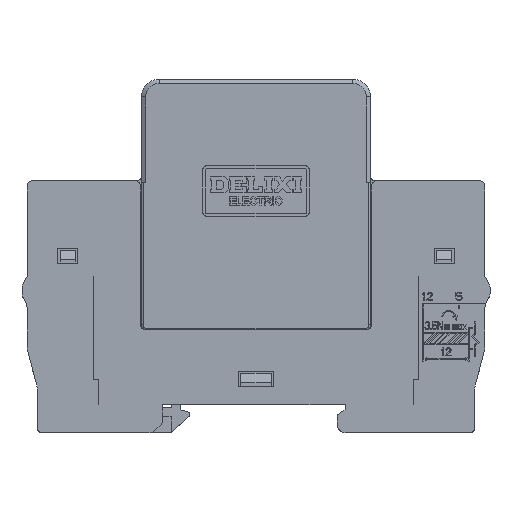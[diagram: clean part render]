
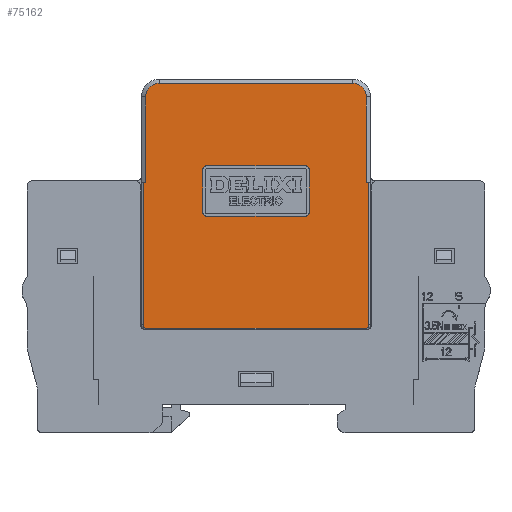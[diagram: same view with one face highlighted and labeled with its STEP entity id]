
A CAD part, top view. The second image highlights one B-rep face of the part: STEP entity #75162.
In plain terms, the highlighted planar face has unit normal (0, 0, 1).
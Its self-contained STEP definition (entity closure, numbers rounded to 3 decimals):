
#17567=DIRECTION('',(0.,1.,0.));
#17568=VECTOR('',#17567,28.);
#17569=CARTESIAN_POINT('',(22.8,15.7,17.8));
#17570=LINE('',#17569,#17568);
#17605=DIRECTION('',(1.,0.,0.));
#17606=VECTOR('',#17605,38.);
#17607=CARTESIAN_POINT('',(26.,63.2,17.8));
#17608=LINE('',#17607,#17606);
#19971=DIRECTION('',(-1.,0.,0.));
#19972=VECTOR('',#19971,43.);
#19973=CARTESIAN_POINT('',(66.5,15.,17.8));
#19974=LINE('',#19973,#19972);
#19975=CARTESIAN_POINT('',(26.,60.5,17.8));
#19976=DIRECTION('',(0.,0.,1.));
#19977=DIRECTION('',(0.,1.,0.));
#19978=AXIS2_PLACEMENT_3D('',#19975,#19976,#19977);
#19980=CARTESIAN_POINT('',(64.,60.5,17.8));
#19981=DIRECTION('',(0.,0.,1.));
#19982=DIRECTION('',(1.,0.,0.));
#19983=AXIS2_PLACEMENT_3D('',#19980,#19981,#19982);
#19985=DIRECTION('',(0.,1.,0.));
#19986=VECTOR('',#19985,16.8);
#19987=CARTESIAN_POINT('',(66.7,43.7,17.8));
#19988=LINE('',#19987,#19986);
#19989=DIRECTION('',(-1.,0.,0.));
#19990=VECTOR('',#19989,0.5);
#19991=CARTESIAN_POINT('',(67.2,43.7,17.8));
#19992=LINE('',#19991,#19990);
#19993=CARTESIAN_POINT('',(66.5,15.7,17.8));
#19994=DIRECTION('',(0.,0.,1.));
#19995=DIRECTION('',(0.,-1.,0.));
#19996=AXIS2_PLACEMENT_3D('',#19993,#19994,#19995);
#19998=CARTESIAN_POINT('',(23.5,15.7,17.8));
#19999=DIRECTION('',(0.,0.,1.));
#20000=DIRECTION('',(-1.,0.,0.));
#20001=AXIS2_PLACEMENT_3D('',#19998,#19999,#20000);
#20003=DIRECTION('',(-1.,0.,0.));
#20004=VECTOR('',#20003,0.5);
#20005=CARTESIAN_POINT('',(23.3,43.7,17.8));
#20006=LINE('',#20005,#20004);
#20007=DIRECTION('',(0.,-1.,0.));
#20008=VECTOR('',#20007,16.8);
#20009=CARTESIAN_POINT('',(23.3,60.5,17.8));
#20010=LINE('',#20009,#20008);
#20011=DIRECTION('',(0.,-1.,0.));
#20012=VECTOR('',#20011,8.);
#20013=CARTESIAN_POINT('',(55.5,46.,17.8));
#20014=LINE('',#20013,#20012);
#20015=CARTESIAN_POINT('',(54.5,46.,17.8));
#20016=DIRECTION('',(0.,0.,-1.));
#20017=DIRECTION('',(0.,1.,0.));
#20018=AXIS2_PLACEMENT_3D('',#20015,#20016,#20017);
#20020=CARTESIAN_POINT('',(35.5,46.,17.8));
#20021=DIRECTION('',(0.,0.,-1.));
#20022=DIRECTION('',(-1.,0.,0.));
#20023=AXIS2_PLACEMENT_3D('',#20020,#20021,#20022);
#20025=DIRECTION('',(0.,1.,0.));
#20026=VECTOR('',#20025,8.);
#20027=CARTESIAN_POINT('',(34.5,38.,17.8));
#20028=LINE('',#20027,#20026);
#20029=CARTESIAN_POINT('',(35.5,38.,17.8));
#20030=DIRECTION('',(0.,0.,-1.));
#20031=DIRECTION('',(0.,-1.,0.));
#20032=AXIS2_PLACEMENT_3D('',#20029,#20030,#20031);
#20034=DIRECTION('',(-1.,0.,0.));
#20035=VECTOR('',#20034,19.);
#20036=CARTESIAN_POINT('',(54.5,37.,17.8));
#20037=LINE('',#20036,#20035);
#20038=CARTESIAN_POINT('',(54.5,38.,17.8));
#20039=DIRECTION('',(0.,0.,-1.));
#20040=DIRECTION('',(1.,0.,0.));
#20041=AXIS2_PLACEMENT_3D('',#20038,#20039,#20040);
#20056=DIRECTION('',(0.,-1.,0.));
#20057=VECTOR('',#20056,28.);
#20058=CARTESIAN_POINT('',(67.2,43.7,17.8));
#20059=LINE('',#20058,#20057);
#20096=DIRECTION('',(-1.,0.,0.));
#20097=VECTOR('',#20096,19.);
#20098=CARTESIAN_POINT('',(54.5,47.,17.8));
#20099=LINE('',#20098,#20097);
#46558=CARTESIAN_POINT('',(23.3,43.7,17.8));
#46560=VERTEX_POINT('',#46558);
#46564=CARTESIAN_POINT('',(22.8,43.7,17.8));
#46565=VERTEX_POINT('',#46564);
#46575=CARTESIAN_POINT('',(66.7,43.7,17.8));
#46577=VERTEX_POINT('',#46575);
#46578=CARTESIAN_POINT('',(67.2,43.7,17.8));
#46579=VERTEX_POINT('',#46578);
#46582=CARTESIAN_POINT('',(26.,63.2,17.8));
#46583=CARTESIAN_POINT('',(23.3,60.5,17.8));
#46584=VERTEX_POINT('',#46582);
#46585=VERTEX_POINT('',#46583);
#46586=CARTESIAN_POINT('',(22.8,15.7,17.8));
#46587=VERTEX_POINT('',#46586);
#46588=CARTESIAN_POINT('',(23.5,15.,17.8));
#46589=VERTEX_POINT('',#46588);
#46590=CARTESIAN_POINT('',(66.5,15.,17.8));
#46591=VERTEX_POINT('',#46590);
#46592=CARTESIAN_POINT('',(67.2,15.7,17.8));
#46593=VERTEX_POINT('',#46592);
#46594=CARTESIAN_POINT('',(66.7,60.5,17.8));
#46595=VERTEX_POINT('',#46594);
#46596=CARTESIAN_POINT('',(64.,63.2,17.8));
#46597=VERTEX_POINT('',#46596);
#46598=CARTESIAN_POINT('',(55.5,46.,17.8));
#46599=CARTESIAN_POINT('',(55.5,38.,17.8));
#46600=VERTEX_POINT('',#46598);
#46601=VERTEX_POINT('',#46599);
#46602=CARTESIAN_POINT('',(54.5,37.,17.8));
#46603=VERTEX_POINT('',#46602);
#46604=CARTESIAN_POINT('',(35.5,37.,17.8));
#46605=VERTEX_POINT('',#46604);
#46606=CARTESIAN_POINT('',(34.5,38.,17.8));
#46607=VERTEX_POINT('',#46606);
#46608=CARTESIAN_POINT('',(34.5,46.,17.8));
#46609=VERTEX_POINT('',#46608);
#46610=CARTESIAN_POINT('',(35.5,47.,17.8));
#46611=VERTEX_POINT('',#46610);
#46612=CARTESIAN_POINT('',(54.5,47.,17.8));
#46613=VERTEX_POINT('',#46612);
#75123=CARTESIAN_POINT('',(45.,14.7,17.8));
#75124=DIRECTION('',(0.,0.,1.));
#75125=DIRECTION('',(0.,1.,0.));
#75126=AXIS2_PLACEMENT_3D('',#75123,#75124,#75125);
#75127=PLANE('',#75126);
#75128=ORIENTED_EDGE('',*,*,#71978,.F.);
#75129=ORIENTED_EDGE('',*,*,#71993,.T.);
#75130=ORIENTED_EDGE('',*,*,#72008,.F.);
#75131=ORIENTED_EDGE('',*,*,#72026,.F.);
#75133=ORIENTED_EDGE('',*,*,#75132,.F.);
#75135=ORIENTED_EDGE('',*,*,#75134,.T.);
#75136=ORIENTED_EDGE('',*,*,#75103,.F.);
#75137=ORIENTED_EDGE('',*,*,#75117,.T.);
#75138=ORIENTED_EDGE('',*,*,#71922,.F.);
#75139=ORIENTED_EDGE('',*,*,#71936,.T.);
#75140=ORIENTED_EDGE('',*,*,#71950,.F.);
#75141=ORIENTED_EDGE('',*,*,#71965,.F.);
#75142=EDGE_LOOP('',(#75128,#75129,#75130,#75131,#75133,#75135,#75136,#75137,
#75138,#75139,#75140,#75141));
#75143=FACE_OUTER_BOUND('',#75142,.F.);
#75145=ORIENTED_EDGE('',*,*,#75144,.F.);
#75147=ORIENTED_EDGE('',*,*,#75146,.F.);
#75149=ORIENTED_EDGE('',*,*,#75148,.T.);
#75151=ORIENTED_EDGE('',*,*,#75150,.F.);
#75153=ORIENTED_EDGE('',*,*,#75152,.F.);
#75155=ORIENTED_EDGE('',*,*,#75154,.F.);
#75157=ORIENTED_EDGE('',*,*,#75156,.F.);
#75159=ORIENTED_EDGE('',*,*,#75158,.F.);
#75160=EDGE_LOOP('',(#75145,#75147,#75149,#75151,#75153,#75155,#75157,#75159));
#75161=FACE_BOUND('',#75160,.F.);
#75162=ADVANCED_FACE('',(#75143,#75161),#75127,.T.);
#19979=CIRCLE('',#19978,2.7);
#19984=CIRCLE('',#19983,2.7);
#19997=CIRCLE('',#19996,0.7);
#20002=CIRCLE('',#20001,0.7);
#20019=CIRCLE('',#20018,1.);
#20024=CIRCLE('',#20023,1.);
#20033=CIRCLE('',#20032,1.);
#20042=CIRCLE('',#20041,1.);
#71922=EDGE_CURVE('',#46587,#46589,#20002,.T.);
#71936=EDGE_CURVE('',#46587,#46565,#17570,.T.);
#71950=EDGE_CURVE('',#46560,#46565,#20006,.T.);
#71965=EDGE_CURVE('',#46585,#46560,#20010,.T.);
#71978=EDGE_CURVE('',#46584,#46585,#19979,.T.);
#71993=EDGE_CURVE('',#46584,#46597,#17608,.T.);
#72008=EDGE_CURVE('',#46595,#46597,#19984,.T.);
#72026=EDGE_CURVE('',#46577,#46595,#19988,.T.);
#75103=EDGE_CURVE('',#46591,#46593,#19997,.T.);
#75117=EDGE_CURVE('',#46591,#46589,#19974,.T.);
#75132=EDGE_CURVE('',#46579,#46577,#19992,.T.);
#75134=EDGE_CURVE('',#46579,#46593,#20059,.T.);
#75144=EDGE_CURVE('',#46600,#46601,#20014,.T.);
#75146=EDGE_CURVE('',#46613,#46600,#20019,.T.);
#75148=EDGE_CURVE('',#46613,#46611,#20099,.T.);
#75150=EDGE_CURVE('',#46609,#46611,#20024,.T.);
#75152=EDGE_CURVE('',#46607,#46609,#20028,.T.);
#75154=EDGE_CURVE('',#46605,#46607,#20033,.T.);
#75156=EDGE_CURVE('',#46603,#46605,#20037,.T.);
#75158=EDGE_CURVE('',#46601,#46603,#20042,.T.);
